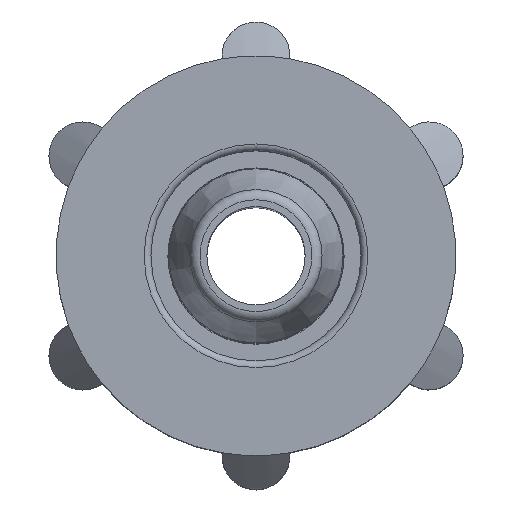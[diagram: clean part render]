
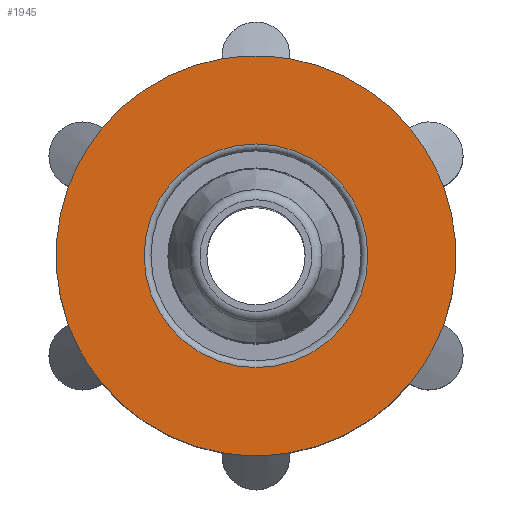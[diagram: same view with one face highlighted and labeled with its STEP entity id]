
A CAD part, top view. The second image highlights one B-rep face of the part: STEP entity #1945.
In plain terms, the highlighted planar face has unit normal (0, 0, 1).
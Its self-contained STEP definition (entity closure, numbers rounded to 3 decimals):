
#40=PLANE('',#2135);
#450=ORIENTED_EDGE('',*,*,#629,.T.);
#451=ORIENTED_EDGE('',*,*,#630,.F.);
#452=ORIENTED_EDGE('',*,*,#597,.T.);
#453=ORIENTED_EDGE('',*,*,#631,.F.);
#454=ORIENTED_EDGE('',*,*,#592,.T.);
#455=ORIENTED_EDGE('',*,*,#632,.F.);
#456=ORIENTED_EDGE('',*,*,#613,.T.);
#457=ORIENTED_EDGE('',*,*,#633,.F.);
#458=ORIENTED_EDGE('',*,*,#609,.T.);
#459=ORIENTED_EDGE('',*,*,#634,.F.);
#460=ORIENTED_EDGE('',*,*,#605,.T.);
#461=ORIENTED_EDGE('',*,*,#635,.F.);
#462=ORIENTED_EDGE('',*,*,#601,.T.);
#592=EDGE_CURVE('',#718,#719,#814,.T.);
#597=EDGE_CURVE('',#721,#720,#815,.T.);
#601=EDGE_CURVE('',#723,#722,#816,.T.);
#605=EDGE_CURVE('',#725,#724,#817,.T.);
#609=EDGE_CURVE('',#727,#726,#818,.T.);
#613=EDGE_CURVE('',#729,#728,#819,.T.);
#629=EDGE_CURVE('',#743,#743,#833,.T.);
#630=EDGE_CURVE('',#721,#722,#834,.T.);
#631=EDGE_CURVE('',#718,#720,#835,.T.);
#632=EDGE_CURVE('',#729,#719,#836,.T.);
#633=EDGE_CURVE('',#727,#728,#837,.T.);
#634=EDGE_CURVE('',#725,#726,#838,.T.);
#635=EDGE_CURVE('',#723,#724,#839,.T.);
#718=VERTEX_POINT('',#2942);
#719=VERTEX_POINT('',#2943);
#720=VERTEX_POINT('',#2956);
#721=VERTEX_POINT('',#2960);
#722=VERTEX_POINT('',#2972);
#723=VERTEX_POINT('',#2976);
#724=VERTEX_POINT('',#2988);
#725=VERTEX_POINT('',#2992);
#726=VERTEX_POINT('',#3004);
#727=VERTEX_POINT('',#3008);
#728=VERTEX_POINT('',#3020);
#729=VERTEX_POINT('',#3024);
#743=VERTEX_POINT('',#3076);
#814=CIRCLE('',#2091,5.9);
#815=CIRCLE('',#2094,5.9);
#816=CIRCLE('',#2097,5.9);
#817=CIRCLE('',#2100,5.9);
#818=CIRCLE('',#2103,5.9);
#819=CIRCLE('',#2106,5.9);
#833=CIRCLE('',#2134,3.3);
#834=CIRCLE('',#2136,5.9);
#835=CIRCLE('',#2137,5.9);
#836=CIRCLE('',#2138,5.9);
#837=CIRCLE('',#2139,5.9);
#838=CIRCLE('',#2140,5.9);
#839=CIRCLE('',#2141,5.9);
#975=EDGE_LOOP('',(#450));
#976=EDGE_LOOP('',(#451,#452,#453,#454,#455,#456,#457,#458,#459,#460,#461,
#462));
#1123=FACE_BOUND('',#975,.T.);
#1124=FACE_BOUND('',#976,.T.);
#1945=ADVANCED_FACE('',(#1123,#1124),#40,.T.);
#2091=AXIS2_PLACEMENT_3D('',#2941,#2429,#2430);
#2094=AXIS2_PLACEMENT_3D('',#2959,#2438,#2439);
#2097=AXIS2_PLACEMENT_3D('',#2975,#2446,#2447);
#2100=AXIS2_PLACEMENT_3D('',#2991,#2454,#2455);
#2103=AXIS2_PLACEMENT_3D('',#3007,#2462,#2463);
#2106=AXIS2_PLACEMENT_3D('',#3023,#2470,#2471);
#2134=AXIS2_PLACEMENT_3D('',#3075,#2527,#2528);
#2135=AXIS2_PLACEMENT_3D('',#3077,#2529,#2530);
#2136=AXIS2_PLACEMENT_3D('',#3078,#2531,#2532);
#2137=AXIS2_PLACEMENT_3D('',#3079,#2533,#2534);
#2138=AXIS2_PLACEMENT_3D('',#3080,#2535,#2536);
#2139=AXIS2_PLACEMENT_3D('',#3081,#2537,#2538);
#2140=AXIS2_PLACEMENT_3D('',#3082,#2539,#2540);
#2141=AXIS2_PLACEMENT_3D('',#3083,#2541,#2542);
#2429=DIRECTION('',(0.,0.,1.));
#2430=DIRECTION('',(1.,0.,0.));
#2438=DIRECTION('',(0.,0.,1.));
#2439=DIRECTION('',(1.,0.,0.));
#2446=DIRECTION('',(0.,0.,1.));
#2447=DIRECTION('',(1.,0.,0.));
#2454=DIRECTION('',(0.,0.,1.));
#2455=DIRECTION('',(1.,0.,0.));
#2462=DIRECTION('',(0.,0.,1.));
#2463=DIRECTION('',(1.,0.,0.));
#2470=DIRECTION('',(0.,0.,1.));
#2471=DIRECTION('',(1.,0.,0.));
#2527=DIRECTION('',(0.,0.,-1.));
#2528=DIRECTION('',(-1.,0.,0.));
#2529=DIRECTION('',(0.,0.,1.));
#2530=DIRECTION('',(1.,0.,0.));
#2531=DIRECTION('',(0.,0.,-1.));
#2532=DIRECTION('',(-1.,0.,0.));
#2533=DIRECTION('',(0.,0.,-1.));
#2534=DIRECTION('',(-1.,0.,0.));
#2535=DIRECTION('',(0.,0.,-1.));
#2536=DIRECTION('',(-1.,0.,0.));
#2537=DIRECTION('',(0.,0.,-1.));
#2538=DIRECTION('',(-1.,0.,0.));
#2539=DIRECTION('',(0.,0.,-1.));
#2540=DIRECTION('',(-1.,0.,0.));
#2541=DIRECTION('',(0.,0.,-1.));
#2542=DIRECTION('',(-1.,0.,0.));
#2941=CARTESIAN_POINT('',(0.,0.,33.731));
#2942=CARTESIAN_POINT('',(-5.534,2.045,33.731));
#2943=CARTESIAN_POINT('',(-5.534,-2.045,33.731));
#2956=CARTESIAN_POINT('',(-4.538,3.771,33.731));
#2959=CARTESIAN_POINT('',(0.,0.,33.731));
#2960=CARTESIAN_POINT('',(-0.996,5.815,33.731));
#2972=CARTESIAN_POINT('',(0.996,5.815,33.731));
#2975=CARTESIAN_POINT('',(0.,0.,33.731));
#2976=CARTESIAN_POINT('',(4.538,3.771,33.731));
#2988=CARTESIAN_POINT('',(5.534,2.045,33.731));
#2991=CARTESIAN_POINT('',(0.,0.,33.731));
#2992=CARTESIAN_POINT('',(5.534,-2.045,33.731));
#3004=CARTESIAN_POINT('',(4.538,-3.771,33.731));
#3007=CARTESIAN_POINT('',(0.,0.,33.731));
#3008=CARTESIAN_POINT('',(0.996,-5.815,33.731));
#3020=CARTESIAN_POINT('',(-0.996,-5.815,33.731));
#3023=CARTESIAN_POINT('',(0.,0.,33.731));
#3024=CARTESIAN_POINT('',(-4.538,-3.771,33.731));
#3075=CARTESIAN_POINT('',(0.,0.,33.731));
#3076=CARTESIAN_POINT('',(-3.3,0.,33.731));
#3077=CARTESIAN_POINT('',(0.,5.9,33.731));
#3078=CARTESIAN_POINT('',(0.,0.,33.731));
#3079=CARTESIAN_POINT('',(0.,0.,33.731));
#3080=CARTESIAN_POINT('',(0.,0.,33.731));
#3081=CARTESIAN_POINT('',(0.,0.,33.731));
#3082=CARTESIAN_POINT('',(0.,0.,33.731));
#3083=CARTESIAN_POINT('',(0.,0.,33.731));
